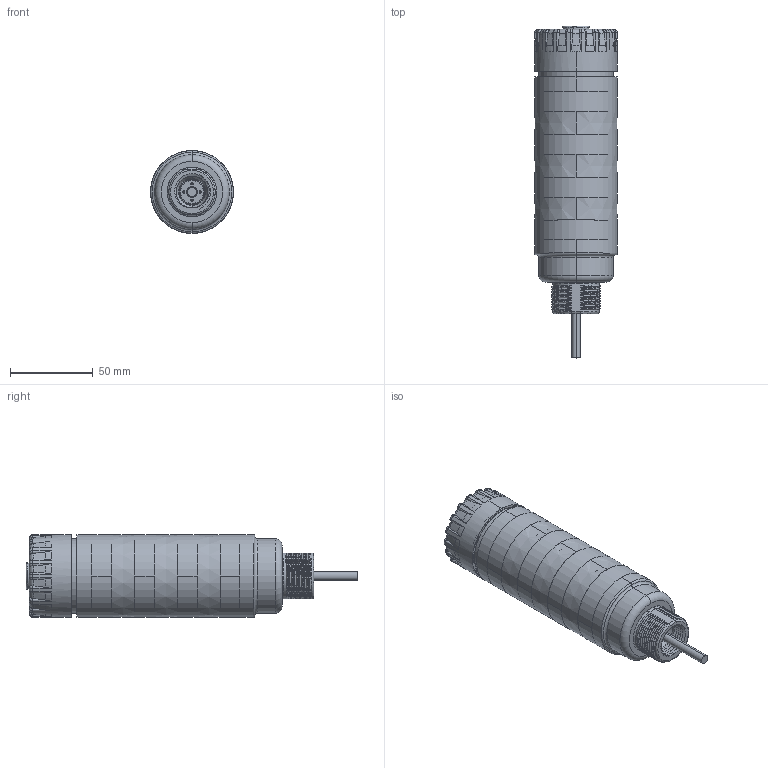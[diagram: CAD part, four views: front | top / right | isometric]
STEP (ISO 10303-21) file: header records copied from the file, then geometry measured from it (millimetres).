
FILE_DESCRIPTION((''),'2;1');
FILE_NAME('160295_ASM','2014-06-26T',('pdmadmin'),(''),'PRO/ENGINEER BY PARAMETRIC TECHNOLOGY CORPORATION, 2013230','PRO/ENGINEER BY PARAMETRIC TECHNOLOGY CORPORATION, 2013230','');
FILE_SCHEMA(('CONFIG_CONTROL_DESIGN'));
Products named in the file (10): 159072; 62676; 62677; CABLE_215; 158231_WEB; 158948; 158950; 143281_WEB_MODEL; 143282; 160295_ASM
Assembly tree (14 placements, depth 2):
  160295_ASM
    159072
    62676
    62677
    CABLE_215
    158231_WEB  x4
    158948  x3
    158950
    143281_WEB_MODEL
    143282
Bounding box: 50 x 200.25 x 50 mm (x, y, z)
Volume: 104904.9 mm3; surface area: 114418.9 mm2
Topology: 14 solids, 14 shells, 2137 faces, 5543 edges, 3549 vertices
Faces by surface type: plane 868, cylinder 643, torus 226, cone 200, bspline 200
Entity records: 80555 total; most frequent: CARTESIAN_POINT 45302, ORIENTED_EDGE 7570, DIRECTION 7149, EDGE_CURVE 3785, AXIS2_PLACEMENT_3D 2805, VERTEX_POINT 2395, EDGE_LOOP 1564, VECTOR 1539
